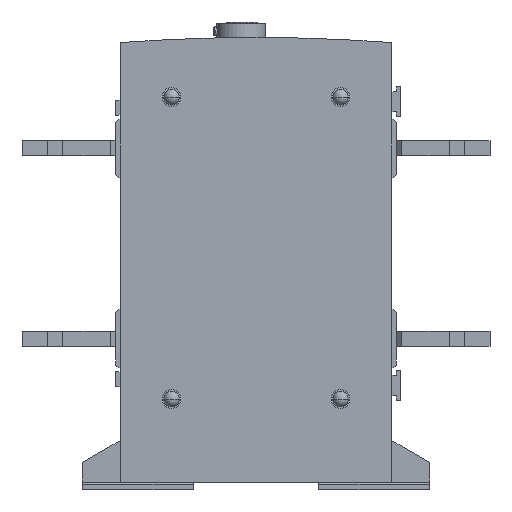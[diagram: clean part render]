
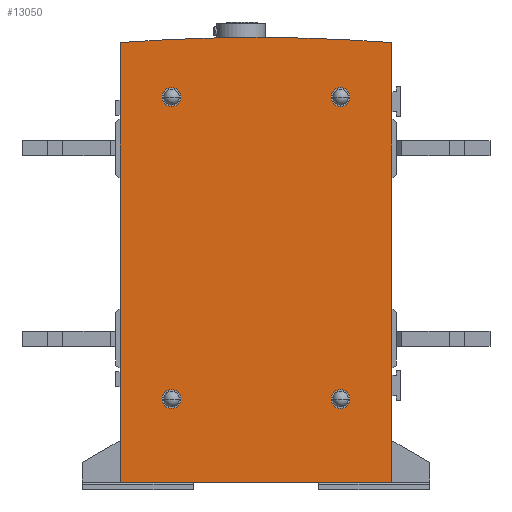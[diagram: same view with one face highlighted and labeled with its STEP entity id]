
A CAD part, left-side view. The second image highlights one B-rep face of the part: STEP entity #13050.
In plain terms, the highlighted planar face has unit normal (-1, 0, 0).
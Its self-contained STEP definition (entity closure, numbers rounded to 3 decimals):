
#13050=ADVANCED_FACE('',(#38806,#38807,#38808,#38809,#38810),#38811,.T.);
#17628=VERTEX_POINT('',#45643);
#17636=VERTEX_POINT('',#45651);
#17640=EDGE_CURVE('',#17628,#17636,#45655,.T.);
#17642=VERTEX_POINT('',#45657);
#17648=VERTEX_POINT('',#45663);
#17650=EDGE_CURVE('',#17642,#17648,#45665,.T.);
#17658=VERTEX_POINT('',#45673);
#17664=VERTEX_POINT('',#45679);
#17666=EDGE_CURVE('',#17658,#17664,#45681,.T.);
#17674=VERTEX_POINT('',#45689);
#17680=VERTEX_POINT('',#45695);
#17682=EDGE_CURVE('',#17674,#17680,#45697,.T.);
#17690=VERTEX_POINT('',#45705);
#17696=VERTEX_POINT('',#45711);
#17698=EDGE_CURVE('',#17690,#17696,#45713,.T.);
#17770=EDGE_CURVE('',#17696,#17690,#45785,.T.);
#17772=EDGE_CURVE('',#17680,#17674,#45787,.T.);
#17774=EDGE_CURVE('',#17664,#17658,#45789,.T.);
#17776=EDGE_CURVE('',#17648,#17642,#45791,.T.);
#17938=VERTEX_POINT('',#45953);
#17940=EDGE_CURVE('',#17938,#17628,#45955,.T.);
#17948=VERTEX_POINT('',#45963);
#17954=EDGE_CURVE('',#17636,#17948,#45969,.T.);
#18008=VERTEX_POINT('',#46023);
#18014=EDGE_CURVE('',#18008,#17938,#46029,.T.);
#18046=VERTEX_POINT('',#46061);
#18050=VERTEX_POINT('',#46065);
#18052=EDGE_CURVE('',#18050,#18046,#46067,.T.);
#18072=EDGE_CURVE('',#17948,#18050,#46087,.T.);
#18074=EDGE_CURVE('',#18046,#18008,#46089,.T.);
#38806=FACE_OUTER_BOUND('',#66922,.T.);
#38807=FACE_BOUND('',#66923,.T.);
#38808=FACE_BOUND('',#66924,.T.);
#38809=FACE_BOUND('',#66925,.T.);
#38810=FACE_BOUND('',#66926,.T.);
#38811=PLANE('',#66927);
#45643=CARTESIAN_POINT('',(36.5,155.0,299.5));
#45651=CARTESIAN_POINT('',(36.5,244.074,296.189));
#45655=CIRCLE('',#74385,1200.0);
#45657=CARTESIAN_POINT('',(36.5,99.0,253.75));
#45663=CARTESIAN_POINT('',(36.5,99.0,266.25));
#45665=CIRCLE('',#74398,6.25);
#45673=CARTESIAN_POINT('',(36.5,99.0,53.75));
#45679=CARTESIAN_POINT('',(36.5,99.0,66.25));
#45681=CIRCLE('',#74420,6.25);
#45689=CARTESIAN_POINT('',(36.5,211.0,253.75));
#45695=CARTESIAN_POINT('',(36.5,211.0,266.25));
#45697=CIRCLE('',#74442,6.25);
#45705=CARTESIAN_POINT('',(36.5,211.0,53.75));
#45711=CARTESIAN_POINT('',(36.5,211.0,66.25));
#45713=CIRCLE('',#74464,6.25);
#45785=CIRCLE('',#74560,6.25);
#45787=CIRCLE('',#74563,6.25);
#45789=CIRCLE('',#74566,6.25);
#45791=CIRCLE('',#74569,6.25);
#45953=CARTESIAN_POINT('',(36.5,65.926,296.189));
#45955=CIRCLE('',#74814,1200.0);
#45963=CARTESIAN_POINT('',(36.5,245.0,295.192));
#45969=CIRCLE('',#74834,1.0);
#46023=CARTESIAN_POINT('',(36.5,65.0,295.192));
#46029=CIRCLE('',#74923,1.0);
#46061=CARTESIAN_POINT('',(36.5,65.0,5.0));
#46065=CARTESIAN_POINT('',(36.5,245.0,5.0));
#46067=LINE('',#74980,#74981);
#46087=LINE('',#75014,#75015);
#46089=LINE('',#75018,#75019);
#66922=EDGE_LOOP('',(#109213,#109214,#109215,#109216,#109217,#109218,#109219));
#66923=EDGE_LOOP('',(#109220,#109221));
#66924=EDGE_LOOP('',(#109222,#109223));
#66925=EDGE_LOOP('',(#109224,#109225));
#66926=EDGE_LOOP('',(#109226,#109227));
#66927=AXIS2_PLACEMENT_3D('',#109228,#109229,#109230);
#74385=AXIS2_PLACEMENT_3D('',#129633,#129634,#129635);
#74398=AXIS2_PLACEMENT_3D('',#129637,#129638,#129639);
#74420=AXIS2_PLACEMENT_3D('',#129645,#129646,#129647);
#74442=AXIS2_PLACEMENT_3D('',#129653,#129654,#129655);
#74464=AXIS2_PLACEMENT_3D('',#129661,#129662,#129663);
#74560=AXIS2_PLACEMENT_3D('',#129728,#129729,#129730);
#74563=AXIS2_PLACEMENT_3D('',#129731,#129732,#129733);
#74566=AXIS2_PLACEMENT_3D('',#129734,#129735,#129736);
#74569=AXIS2_PLACEMENT_3D('',#129737,#129738,#129739);
#74814=AXIS2_PLACEMENT_3D('',#129820,#129821,#129822);
#74834=AXIS2_PLACEMENT_3D('',#129828,#129829,#129830);
#74923=AXIS2_PLACEMENT_3D('',#129850,#129851,#129852);
#74980=CARTESIAN_POINT('',(36.5,245.0,5.0));
#74981=VECTOR('',#129862,180.0);
#75014=CARTESIAN_POINT('',(36.5,245.0,295.192));
#75015=VECTOR('',#129869,290.192);
#75018=CARTESIAN_POINT('',(36.5,65.0,5.0));
#75019=VECTOR('',#129870,290.192);
#109213=ORIENTED_EDGE('',*,*,#17940,.T.);
#109214=ORIENTED_EDGE('',*,*,#17640,.T.);
#109215=ORIENTED_EDGE('',*,*,#17954,.T.);
#109216=ORIENTED_EDGE('',*,*,#18072,.T.);
#109217=ORIENTED_EDGE('',*,*,#18052,.T.);
#109218=ORIENTED_EDGE('',*,*,#18074,.T.);
#109219=ORIENTED_EDGE('',*,*,#18014,.T.);
#109220=ORIENTED_EDGE('',*,*,#17650,.F.);
#109221=ORIENTED_EDGE('',*,*,#17776,.F.);
#109222=ORIENTED_EDGE('',*,*,#17666,.F.);
#109223=ORIENTED_EDGE('',*,*,#17774,.F.);
#109224=ORIENTED_EDGE('',*,*,#17682,.F.);
#109225=ORIENTED_EDGE('',*,*,#17772,.F.);
#109226=ORIENTED_EDGE('',*,*,#17698,.F.);
#109227=ORIENTED_EDGE('',*,*,#17770,.F.);
#109228=CARTESIAN_POINT('',(36.5,65.0,5.0));
#109229=DIRECTION('',(-1.0,0.0,0.0));
#109230=DIRECTION('',(0.0,1.0,0.0));
#129633=CARTESIAN_POINT('',(36.5,155.0,-900.5));
#129634=DIRECTION('',(-1.0,0.0,0.0));
#129635=DIRECTION('',(0.0,-0.074,0.997));
#129637=CARTESIAN_POINT('',(36.5,99.0,260.0));
#129638=DIRECTION('',(-1.0,0.0,0.0));
#129639=DIRECTION('',(0.0,0.0,1.0));
#129645=CARTESIAN_POINT('',(36.5,99.0,60.0));
#129646=DIRECTION('',(-1.0,0.0,0.0));
#129647=DIRECTION('',(0.0,0.0,1.0));
#129653=CARTESIAN_POINT('',(36.5,211.0,260.0));
#129654=DIRECTION('',(-1.0,0.0,0.0));
#129655=DIRECTION('',(0.0,0.0,1.0));
#129661=CARTESIAN_POINT('',(36.5,211.0,60.0));
#129662=DIRECTION('',(-1.0,0.0,0.0));
#129663=DIRECTION('',(0.0,0.0,1.0));
#129728=CARTESIAN_POINT('',(36.5,211.0,60.0));
#129729=DIRECTION('',(-1.0,0.0,0.0));
#129730=DIRECTION('',(0.0,0.0,1.0));
#129731=CARTESIAN_POINT('',(36.5,211.0,260.0));
#129732=DIRECTION('',(-1.0,0.0,0.0));
#129733=DIRECTION('',(0.0,0.0,1.0));
#129734=CARTESIAN_POINT('',(36.5,99.0,60.0));
#129735=DIRECTION('',(-1.0,0.0,0.0));
#129736=DIRECTION('',(0.0,0.0,1.0));
#129737=CARTESIAN_POINT('',(36.5,99.0,260.0));
#129738=DIRECTION('',(-1.0,0.0,0.0));
#129739=DIRECTION('',(0.0,0.0,1.0));
#129820=CARTESIAN_POINT('',(36.5,155.0,-900.5));
#129821=DIRECTION('',(-1.0,0.0,0.0));
#129822=DIRECTION('',(0.0,-0.074,0.997));
#129828=CARTESIAN_POINT('',(36.5,244.0,295.192));
#129829=DIRECTION('',(-1.0,0.0,0.0));
#129830=DIRECTION('',(0.0,0.074,0.997));
#129850=CARTESIAN_POINT('',(36.5,66.0,295.192));
#129851=DIRECTION('',(-1.0,0.0,0.0));
#129852=DIRECTION('',(0.0,-1.0,0.));
#129862=DIRECTION('',(0.0,-1.0,0.0));
#129869=DIRECTION('',(0.0,0.0,-1.0));
#129870=DIRECTION('',(0.0,0.0,1.0));
